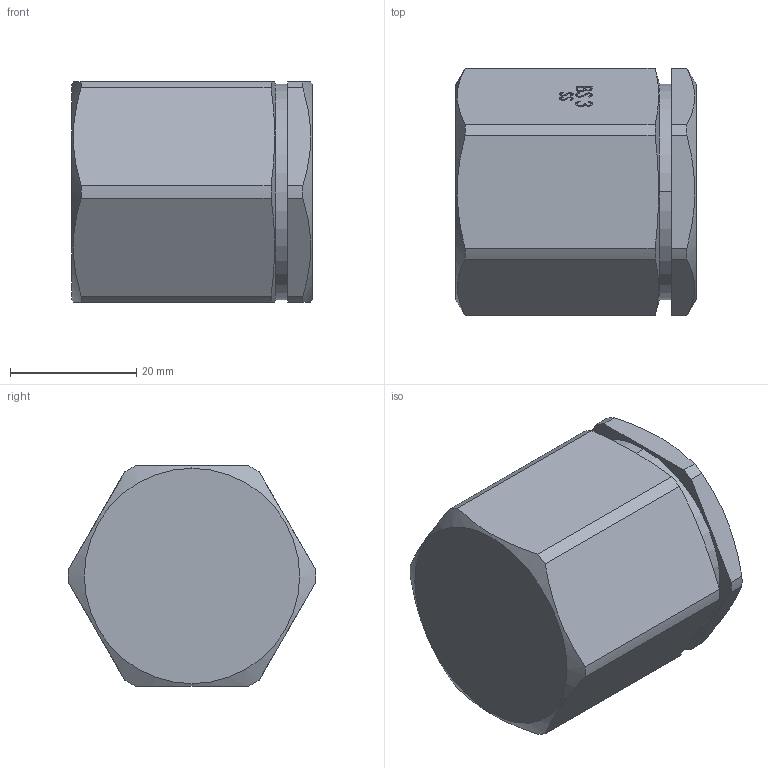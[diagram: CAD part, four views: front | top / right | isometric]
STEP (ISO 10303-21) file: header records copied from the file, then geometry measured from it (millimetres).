
FILE_DESCRIPTION (( 'STEP AP203' ), '1' );
FILE_NAME ('AD-BS3FSS-BL.STEP', '2023-01-31T19:58:11', ( '' ), ( '' ), 'SwSTEP 2.0', 'SolidWorks 2018', '' );
FILE_SCHEMA (( 'CONFIG_CONTROL_DESIGN' ));
Length unit declared in the file: inch
Products named in the file (1): AD-BS3FSS-BL
Bounding box: 38.1 x 39.24 x 34.92 mm (x, y, z)
Volume: 31131.3 mm3; surface area: 9124.6 mm2
Topology: 1 solids, 1 shells, 161 faces, 442 edges, 291 vertices
Faces by surface type: bspline 71, plane 41, cylinder 34, cone 15
Entity records: 14152 total; most frequent: CARTESIAN_POINT 10568, ORIENTED_EDGE 880, DIRECTION 461, EDGE_CURVE 440, VERTEX_POINT 291, B_SPLINE_CURVE_WITH_KNOTS 206, LINE 189, VECTOR 189
